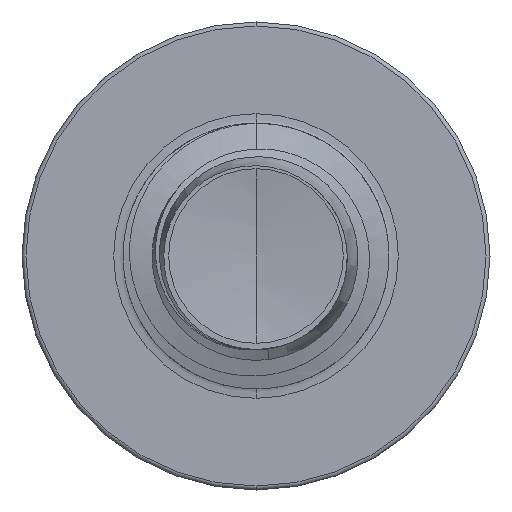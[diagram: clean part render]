
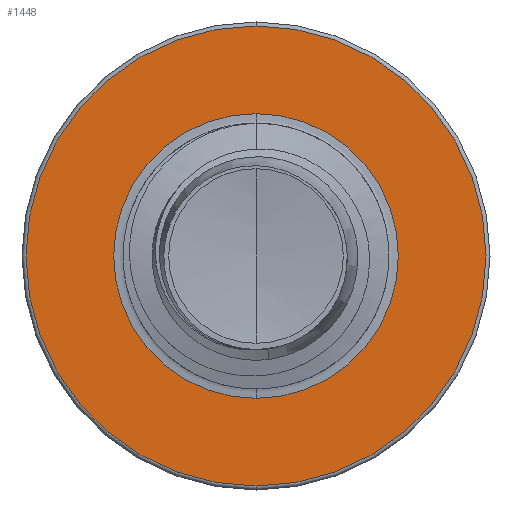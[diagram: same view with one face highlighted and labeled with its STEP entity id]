
A CAD part, front view. The second image highlights one B-rep face of the part: STEP entity #1448.
In plain terms, the highlighted planar face has unit normal (0, -1, 0).
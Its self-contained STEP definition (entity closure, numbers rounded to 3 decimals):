
#20 = CIRCLE ( 'NONE', #14038, 2.677 ) ;
#63 = DIRECTION ( 'NONE',  ( 0., 1., 0. ) ) ;
#415 = AXIS2_PLACEMENT_3D ( 'NONE', #8329, #8365, #8331 ) ;
#455 = CIRCLE ( 'NONE', #9057, 4.325 ) ;
#1230 = DIRECTION ( 'NONE',  ( 0., 0., 1. ) ) ;
#1448 = ADVANCED_FACE ( 'NONE', ( #8153, #8583 ), #8310, .F. ) ;
#1684 = VERTEX_POINT ( 'NONE', #8247 ) ;
#2039 = DIRECTION ( 'NONE',  ( 0., 0., 1. ) ) ;
#2044 = DIRECTION ( 'NONE',  ( 0., 1., 0. ) ) ;
#2061 = CARTESIAN_POINT ( 'NONE',  ( 0., 8.5, 0. ) ) ;
#2649 = EDGE_CURVE ( 'NONE', #14087, #7234, #20, .T. ) ;
#2819 = EDGE_CURVE ( 'NONE', #1684, #16504, #16409, .T. ) ;
#4503 = DIRECTION ( 'NONE',  ( 0., 0., 1. ) ) ;
#4524 = DIRECTION ( 'NONE',  ( 0., 1., 0. ) ) ;
#4546 = CARTESIAN_POINT ( 'NONE',  ( 0., 8.5, 0. ) ) ;
#7234 = VERTEX_POINT ( 'NONE', #10075 ) ;
#7623 = EDGE_LOOP ( 'NONE', ( #9798, #16735 ) ) ;
#7827 = EDGE_LOOP ( 'NONE', ( #12892, #10029 ) ) ;
#8153 = FACE_OUTER_BOUND ( 'NONE', #7827, .T. ) ;
#8247 = CARTESIAN_POINT ( 'NONE',  ( 0., 8.5, 4.325 ) ) ;
#8255 = CARTESIAN_POINT ( 'NONE',  ( 0., 8.5, 0. ) ) ;
#8310 = PLANE ( 'NONE',  #415 ) ;
#8329 = CARTESIAN_POINT ( 'NONE',  ( 0., 8.5, -2.677 ) ) ;
#8331 = DIRECTION ( 'NONE',  ( 0., 0., 1. ) ) ;
#8365 = DIRECTION ( 'NONE',  ( 0., 1., 0. ) ) ;
#8583 = FACE_BOUND ( 'NONE', #7623, .T. ) ;
#9057 = AXIS2_PLACEMENT_3D ( 'NONE', #16877, #9285, #1230 ) ;
#9186 = CARTESIAN_POINT ( 'NONE',  ( 0., 8.5, -2.677 ) ) ;
#9285 = DIRECTION ( 'NONE',  ( 0., 1., 0. ) ) ;
#9562 = DIRECTION ( 'NONE',  ( 0., 0., 1. ) ) ;
#9798 = ORIENTED_EDGE ( 'NONE', *, *, #16604, .T. ) ;
#10029 = ORIENTED_EDGE ( 'NONE', *, *, #14999, .F. ) ;
#10075 = CARTESIAN_POINT ( 'NONE',  ( 0., 8.5, 2.677 ) ) ;
#12892 = ORIENTED_EDGE ( 'NONE', *, *, #2819, .F. ) ;
#13245 = AXIS2_PLACEMENT_3D ( 'NONE', #2061, #2044, #2039 ) ;
#14038 = AXIS2_PLACEMENT_3D ( 'NONE', #4546, #4524, #4503 ) ;
#14087 = VERTEX_POINT ( 'NONE', #9186 ) ;
#14596 = CARTESIAN_POINT ( 'NONE',  ( 0., 8.5, -4.325 ) ) ;
#14999 = EDGE_CURVE ( 'NONE', #16504, #1684, #455, .T. ) ;
#15167 = AXIS2_PLACEMENT_3D ( 'NONE', #8255, #63, #9562 ) ;
#16409 = CIRCLE ( 'NONE', #13245, 4.325 ) ;
#16504 = VERTEX_POINT ( 'NONE', #14596 ) ;
#16604 = EDGE_CURVE ( 'NONE', #7234, #14087, #16872, .T. ) ;
#16735 = ORIENTED_EDGE ( 'NONE', *, *, #2649, .T. ) ;
#16872 = CIRCLE ( 'NONE', #15167, 2.677 ) ;
#16877 = CARTESIAN_POINT ( 'NONE',  ( 0., 8.5, 0. ) ) ;
